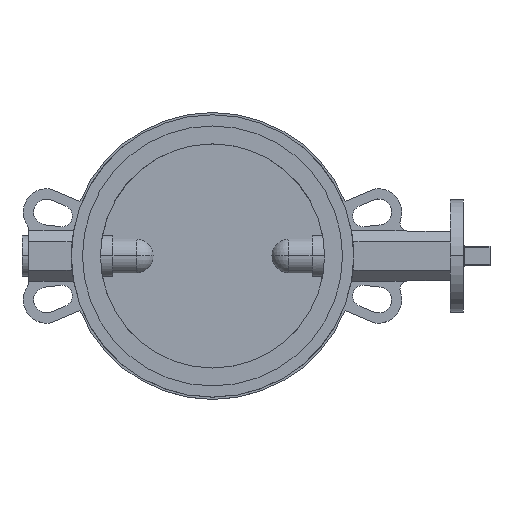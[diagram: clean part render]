
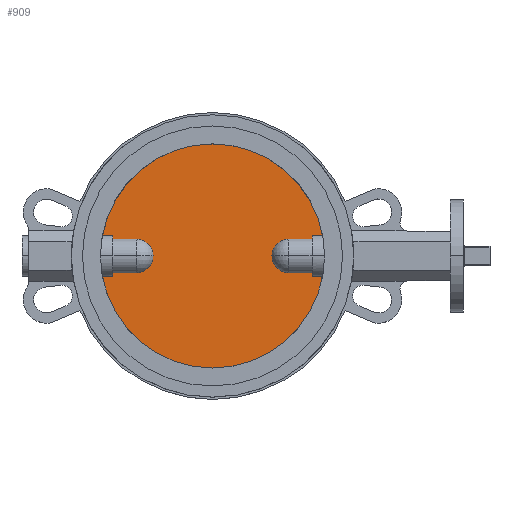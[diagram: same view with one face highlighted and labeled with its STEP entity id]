
A CAD part, top view. The second image highlights one B-rep face of the part: STEP entity #909.
In plain terms, the highlighted planar face has unit normal (0, 0, 1).
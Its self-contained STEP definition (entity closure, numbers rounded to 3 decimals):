
#19 = VERTEX_POINT ( 'NONE', #961 ) ;
#50 = VECTOR ( 'NONE', #3156, 1000. ) ;
#74 = CARTESIAN_POINT ( 'NONE',  ( -66.265, 0., 7. ) ) ;
#111 = VERTEX_POINT ( 'NONE', #621 ) ;
#128 = CARTESIAN_POINT ( 'NONE',  ( 0., 0., 7. ) ) ;
#158 = VERTEX_POINT ( 'NONE', #1560 ) ;
#184 = DIRECTION ( 'NONE',  ( 0., 0., -1. ) ) ;
#250 = VERTEX_POINT ( 'NONE', #1754 ) ;
#314 = VERTEX_POINT ( 'NONE', #3881 ) ;
#344 = LINE ( 'NONE', #4178, #50 ) ;
#397 = CARTESIAN_POINT ( 'NONE',  ( 111., 18.735, 7. ) ) ;
#400 = DIRECTION ( 'NONE',  ( 0., 0., 1. ) ) ;
#415 = DIRECTION ( 'NONE',  ( 1., 0., 0. ) ) ;
#447 = DIRECTION ( 'NONE',  ( 0., 0., -1. ) ) ;
#469 = VECTOR ( 'NONE', #546, 1000. ) ;
#543 = CARTESIAN_POINT ( 'NONE',  ( 0., 22.956, 7. ) ) ;
#546 = DIRECTION ( 'NONE',  ( 0., 1., 0. ) ) ;
#581 = LINE ( 'NONE', #986, #469 ) ;
#600 = EDGE_CURVE ( 'NONE', #2219, #1087, #2013, .T. ) ;
#621 = CARTESIAN_POINT ( 'NONE',  ( -111., -18.735, 7. ) ) ;
#683 = EDGE_CURVE ( 'NONE', #1612, #3162, #4099, .T. ) ;
#746 = EDGE_CURVE ( 'NONE', #19, #111, #5988, .T. ) ;
#758 = VERTEX_POINT ( 'NONE', #397 ) ;
#909 = ADVANCED_FACE ( 'NONE', ( #2299 ), #2841, .T. ) ;
#961 = CARTESIAN_POINT ( 'NONE',  ( -85., -18.735, 7. ) ) ;
#967 = CARTESIAN_POINT ( 'NONE',  ( 111., 22.956, 7. ) ) ;
#986 = CARTESIAN_POINT ( 'NONE',  ( 111., 49.099, 7. ) ) ;
#1066 = EDGE_CURVE ( 'NONE', #250, #1612, #3988, .T. ) ;
#1087 = VERTEX_POINT ( 'NONE', #5125 ) ;
#1098 = CARTESIAN_POINT ( 'NONE',  ( 0., -18.735, 7. ) ) ;
#1101 = CARTESIAN_POINT ( 'NONE',  ( 66.265, 0., 7. ) ) ;
#1109 = DIRECTION ( 'NONE',  ( 1., 0., 0. ) ) ;
#1173 = EDGE_CURVE ( 'NONE', #4605, #2440, #5474, .T. ) ;
#1194 = DIRECTION ( 'NONE',  ( 0., 0., -1. ) ) ;
#1201 = CARTESIAN_POINT ( 'NONE',  ( 111., -22.956, 7. ) ) ;
#1270 = DIRECTION ( 'NONE',  ( 1., 0., 0. ) ) ;
#1297 = DIRECTION ( 'NONE',  ( 1., 0., 0. ) ) ;
#1330 = CARTESIAN_POINT ( 'NONE',  ( -85., 0., 7. ) ) ;
#1344 = ORIENTED_EDGE ( 'NONE', *, *, #683, .T. ) ;
#1420 = EDGE_CURVE ( 'NONE', #158, #3630, #3164, .T. ) ;
#1468 = CIRCLE ( 'NONE', #5014, 18.735 ) ;
#1505 = DIRECTION ( 'NONE',  ( 1., 0., 0. ) ) ;
#1510 = DIRECTION ( 'NONE',  ( 1., 0., 0. ) ) ;
#1513 = LINE ( 'NONE', #1587, #5421 ) ;
#1515 = AXIS2_PLACEMENT_3D ( 'NONE', #1330, #2337, #1843 ) ;
#1560 = CARTESIAN_POINT ( 'NONE',  ( -122.874, 22.956, 7. ) ) ;
#1562 = VECTOR ( 'NONE', #1510, 1000. ) ;
#1581 = AXIS2_PLACEMENT_3D ( 'NONE', #128, #1194, #1109 ) ;
#1585 = EDGE_CURVE ( 'NONE', #111, #4468, #1513, .T. ) ;
#1587 = CARTESIAN_POINT ( 'NONE',  ( -111., 49.099, 7. ) ) ;
#1612 = VERTEX_POINT ( 'NONE', #5430 ) ;
#1639 = DIRECTION ( 'NONE',  ( -1., 0., 0. ) ) ;
#1706 = ORIENTED_EDGE ( 'NONE', *, *, #1066, .T. ) ;
#1712 = ORIENTED_EDGE ( 'NONE', *, *, #746, .T. ) ;
#1716 = CARTESIAN_POINT ( 'NONE',  ( 85., 18.735, 7. ) ) ;
#1726 = EDGE_CURVE ( 'NONE', #2136, #3549, #344, .T. ) ;
#1754 = CARTESIAN_POINT ( 'NONE',  ( 111., -18.735, 7. ) ) ;
#1767 = VECTOR ( 'NONE', #4547, 1000. ) ;
#1814 = ORIENTED_EDGE ( 'NONE', *, *, #1420, .T. ) ;
#1843 = DIRECTION ( 'NONE',  ( 1., 0., 0. ) ) ;
#1893 = ORIENTED_EDGE ( 'NONE', *, *, #3724, .F. ) ;
#1895 = VECTOR ( 'NONE', #1941, 1000. ) ;
#1941 = DIRECTION ( 'NONE',  ( -1., 0., 0. ) ) ;
#1966 = EDGE_CURVE ( 'NONE', #3162, #5773, #1468, .T. ) ;
#2013 = LINE ( 'NONE', #543, #1562 ) ;
#2068 = CARTESIAN_POINT ( 'NONE',  ( 85., 0., 7. ) ) ;
#2136 = VERTEX_POINT ( 'NONE', #4235 ) ;
#2141 = AXIS2_PLACEMENT_3D ( 'NONE', #4182, #3818, #1297 ) ;
#2149 = VECTOR ( 'NONE', #5601, 1000. ) ;
#2201 = CARTESIAN_POINT ( 'NONE',  ( 0., -18.735, 7. ) ) ;
#2219 = VERTEX_POINT ( 'NONE', #967 ) ;
#2299 = FACE_OUTER_BOUND ( 'NONE', #3364, .T. ) ;
#2337 = DIRECTION ( 'NONE',  ( 0., 0., -1. ) ) ;
#2359 = DIRECTION ( 'NONE',  ( 1., 0., 0. ) ) ;
#2440 = VERTEX_POINT ( 'NONE', #5782 ) ;
#2506 = DIRECTION ( 'NONE',  ( 0., -1., 0. ) ) ;
#2528 = VERTEX_POINT ( 'NONE', #74 ) ;
#2705 = AXIS2_PLACEMENT_3D ( 'NONE', #4738, #400, #2359 ) ;
#2738 = DIRECTION ( 'NONE',  ( 1., 0., 0. ) ) ;
#2797 = EDGE_CURVE ( 'NONE', #758, #2219, #581, .T. ) ;
#2841 = PLANE ( 'NONE',  #2705 ) ;
#2922 = EDGE_CURVE ( 'NONE', #2136, #314, #4314, .T. ) ;
#2974 = DIRECTION ( 'NONE',  ( 0., 0., -1. ) ) ;
#2982 = DIRECTION ( 'NONE',  ( 0., -1., 0. ) ) ;
#2989 = LINE ( 'NONE', #5378, #5114 ) ;
#3089 = CARTESIAN_POINT ( 'NONE',  ( 0., 18.735, 7. ) ) ;
#3108 = EDGE_CURVE ( 'NONE', #4468, #314, #5832, .T. ) ;
#3144 = ORIENTED_EDGE ( 'NONE', *, *, #3791, .T. ) ;
#3156 = DIRECTION ( 'NONE',  ( -1., 0., 0. ) ) ;
#3162 = VERTEX_POINT ( 'NONE', #1101 ) ;
#3164 = LINE ( 'NONE', #4957, #4094 ) ;
#3292 = ORIENTED_EDGE ( 'NONE', *, *, #2922, .F. ) ;
#3361 = CIRCLE ( 'NONE', #2141, 18.735 ) ;
#3364 = EDGE_LOOP ( 'NONE', ( #4353, #3701, #1893, #1814, #3917, #5608, #3424, #4418, #1712, #3622, #6098, #3292, #5182, #3144, #1706, #1344, #5446, #3519 ) ) ;
#3424 = ORIENTED_EDGE ( 'NONE', *, *, #4550, .T. ) ;
#3444 = CARTESIAN_POINT ( 'NONE',  ( 85., 0., 7. ) ) ;
#3496 = EDGE_CURVE ( 'NONE', #3630, #4605, #2989, .T. ) ;
#3516 = AXIS2_PLACEMENT_3D ( 'NONE', #3444, #184, #2738 ) ;
#3519 = ORIENTED_EDGE ( 'NONE', *, *, #5176, .T. ) ;
#3549 = VERTEX_POINT ( 'NONE', #1201 ) ;
#3619 = LINE ( 'NONE', #4639, #3639 ) ;
#3622 = ORIENTED_EDGE ( 'NONE', *, *, #1585, .T. ) ;
#3630 = VERTEX_POINT ( 'NONE', #5305 ) ;
#3639 = VECTOR ( 'NONE', #5562, 1000. ) ;
#3701 = ORIENTED_EDGE ( 'NONE', *, *, #600, .T. ) ;
#3724 = EDGE_CURVE ( 'NONE', #158, #1087, #6156, .T. ) ;
#3791 = EDGE_CURVE ( 'NONE', #3549, #250, #3619, .T. ) ;
#3818 = DIRECTION ( 'NONE',  ( 0., 0., -1. ) ) ;
#3844 = CARTESIAN_POINT ( 'NONE',  ( -111., 18.735, 7. ) ) ;
#3881 = CARTESIAN_POINT ( 'NONE',  ( -122.874, -22.956, 7. ) ) ;
#3917 = ORIENTED_EDGE ( 'NONE', *, *, #3496, .T. ) ;
#3988 = LINE ( 'NONE', #1098, #5311 ) ;
#4094 = VECTOR ( 'NONE', #1270, 1000. ) ;
#4095 = VECTOR ( 'NONE', #1639, 1000. ) ;
#4099 = CIRCLE ( 'NONE', #3516, 18.735 ) ;
#4178 = CARTESIAN_POINT ( 'NONE',  ( 0., -22.956, 7. ) ) ;
#4182 = CARTESIAN_POINT ( 'NONE',  ( -85., 0., 7. ) ) ;
#4235 = CARTESIAN_POINT ( 'NONE',  ( 122.874, -22.956, 7. ) ) ;
#4314 = CIRCLE ( 'NONE', #1581, 125. ) ;
#4353 = ORIENTED_EDGE ( 'NONE', *, *, #2797, .T. ) ;
#4418 = ORIENTED_EDGE ( 'NONE', *, *, #4637, .T. ) ;
#4468 = VERTEX_POINT ( 'NONE', #6065 ) ;
#4547 = DIRECTION ( 'NONE',  ( 1., 0., 0. ) ) ;
#4550 = EDGE_CURVE ( 'NONE', #2440, #2528, #5060, .T. ) ;
#4605 = VERTEX_POINT ( 'NONE', #3844 ) ;
#4637 = EDGE_CURVE ( 'NONE', #2528, #19, #3361, .T. ) ;
#4639 = CARTESIAN_POINT ( 'NONE',  ( 111., 49.099, 7. ) ) ;
#4643 = CARTESIAN_POINT ( 'NONE',  ( 0., 18.735, 7. ) ) ;
#4738 = CARTESIAN_POINT ( 'NONE',  ( 185.099, 49.099, 7. ) ) ;
#4866 = DIRECTION ( 'NONE',  ( -1., 0., 0. ) ) ;
#4957 = CARTESIAN_POINT ( 'NONE',  ( 0., 22.956, 7. ) ) ;
#5014 = AXIS2_PLACEMENT_3D ( 'NONE', #2068, #2974, #1505 ) ;
#5060 = CIRCLE ( 'NONE', #1515, 18.735 ) ;
#5114 = VECTOR ( 'NONE', #2506, 1000. ) ;
#5125 = CARTESIAN_POINT ( 'NONE',  ( 122.874, 22.956, 7. ) ) ;
#5174 = CARTESIAN_POINT ( 'NONE',  ( 0., 0., 7. ) ) ;
#5176 = EDGE_CURVE ( 'NONE', #5773, #758, #6082, .T. ) ;
#5182 = ORIENTED_EDGE ( 'NONE', *, *, #1726, .T. ) ;
#5305 = CARTESIAN_POINT ( 'NONE',  ( -111., 22.956, 7. ) ) ;
#5311 = VECTOR ( 'NONE', #4866, 1000. ) ;
#5378 = CARTESIAN_POINT ( 'NONE',  ( -111., 49.099, 7. ) ) ;
#5421 = VECTOR ( 'NONE', #2982, 1000. ) ;
#5430 = CARTESIAN_POINT ( 'NONE',  ( 85., -18.735, 7. ) ) ;
#5446 = ORIENTED_EDGE ( 'NONE', *, *, #1966, .T. ) ;
#5474 = LINE ( 'NONE', #3089, #1767 ) ;
#5544 = AXIS2_PLACEMENT_3D ( 'NONE', #5174, #447, #415 ) ;
#5562 = DIRECTION ( 'NONE',  ( 0., 1., 0. ) ) ;
#5601 = DIRECTION ( 'NONE',  ( 1., 0., 0. ) ) ;
#5608 = ORIENTED_EDGE ( 'NONE', *, *, #1173, .T. ) ;
#5773 = VERTEX_POINT ( 'NONE', #1716 ) ;
#5782 = CARTESIAN_POINT ( 'NONE',  ( -85., 18.735, 7. ) ) ;
#5832 = LINE ( 'NONE', #6247, #1895 ) ;
#5988 = LINE ( 'NONE', #2201, #4095 ) ;
#6065 = CARTESIAN_POINT ( 'NONE',  ( -111., -22.956, 7. ) ) ;
#6082 = LINE ( 'NONE', #4643, #2149 ) ;
#6098 = ORIENTED_EDGE ( 'NONE', *, *, #3108, .T. ) ;
#6156 = CIRCLE ( 'NONE', #5544, 125. ) ;
#6247 = CARTESIAN_POINT ( 'NONE',  ( 0., -22.956, 7. ) ) ;
